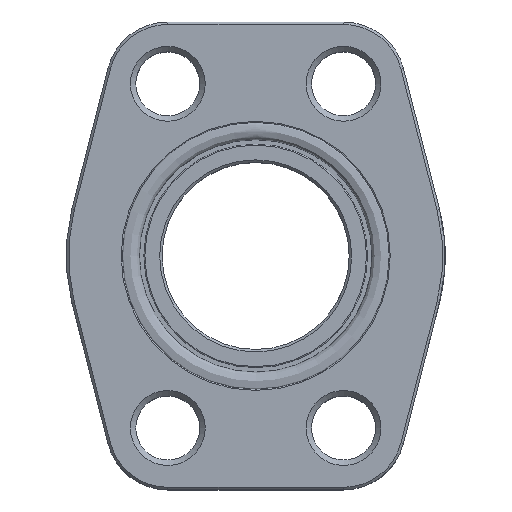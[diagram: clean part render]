
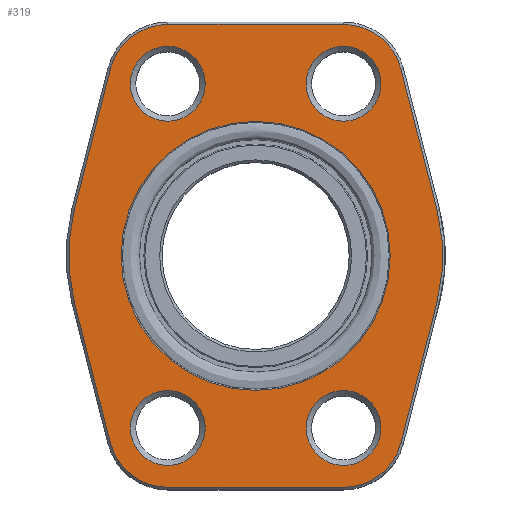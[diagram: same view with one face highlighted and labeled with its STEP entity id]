
A CAD part, top view. The second image highlights one B-rep face of the part: STEP entity #319.
In plain terms, the highlighted planar face has unit normal (0, 0, 1).
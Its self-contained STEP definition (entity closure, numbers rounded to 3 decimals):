
#210=LINE('',#1551,#270);
#211=LINE('',#1556,#271);
#212=LINE('',#1560,#272);
#213=LINE('',#1564,#273);
#214=LINE('',#1568,#274);
#215=LINE('',#1572,#275);
#270=VECTOR('',#1237,1.);
#271=VECTOR('',#1240,1.);
#272=VECTOR('',#1243,1.);
#273=VECTOR('',#1246,1.);
#274=VECTOR('',#1249,1.);
#275=VECTOR('',#1252,1.);
#319=ADVANCED_FACE('',(#397,#398,#399,#400,#401,#402),#377,.F.);
#377=PLANE('',#1076);
#397=FACE_BOUND('',#474,.T.);
#398=FACE_BOUND('',#475,.T.);
#399=FACE_BOUND('',#476,.T.);
#400=FACE_BOUND('',#477,.T.);
#401=FACE_BOUND('',#478,.T.);
#402=FACE_BOUND('',#479,.T.);
#474=EDGE_LOOP('',(#610));
#475=EDGE_LOOP('',(#611,#612,#613,#614,#615,#616,#617,#618,#619,#620,#621,
#622));
#476=EDGE_LOOP('',(#623));
#477=EDGE_LOOP('',(#624));
#478=EDGE_LOOP('',(#625));
#479=EDGE_LOOP('',(#626));
#610=ORIENTED_EDGE('',*,*,#908,.T.);
#611=ORIENTED_EDGE('',*,*,#909,.T.);
#612=ORIENTED_EDGE('',*,*,#910,.T.);
#613=ORIENTED_EDGE('',*,*,#911,.T.);
#614=ORIENTED_EDGE('',*,*,#912,.T.);
#615=ORIENTED_EDGE('',*,*,#913,.T.);
#616=ORIENTED_EDGE('',*,*,#914,.T.);
#617=ORIENTED_EDGE('',*,*,#915,.T.);
#618=ORIENTED_EDGE('',*,*,#916,.T.);
#619=ORIENTED_EDGE('',*,*,#917,.T.);
#620=ORIENTED_EDGE('',*,*,#918,.T.);
#621=ORIENTED_EDGE('',*,*,#919,.T.);
#622=ORIENTED_EDGE('',*,*,#920,.T.);
#623=ORIENTED_EDGE('',*,*,#921,.T.);
#624=ORIENTED_EDGE('',*,*,#922,.T.);
#625=ORIENTED_EDGE('',*,*,#923,.T.);
#626=ORIENTED_EDGE('',*,*,#924,.T.);
#816=VERTEX_POINT('',#1550);
#817=VERTEX_POINT('',#1552);
#818=VERTEX_POINT('',#1553);
#819=VERTEX_POINT('',#1555);
#820=VERTEX_POINT('',#1557);
#821=VERTEX_POINT('',#1559);
#822=VERTEX_POINT('',#1561);
#823=VERTEX_POINT('',#1563);
#824=VERTEX_POINT('',#1565);
#825=VERTEX_POINT('',#1567);
#826=VERTEX_POINT('',#1569);
#827=VERTEX_POINT('',#1571);
#828=VERTEX_POINT('',#1573);
#829=VERTEX_POINT('',#1576);
#830=VERTEX_POINT('',#1578);
#831=VERTEX_POINT('',#1580);
#832=VERTEX_POINT('',#1582);
#908=EDGE_CURVE('',#816,#816,#998,.T.);
#909=EDGE_CURVE('',#817,#818,#210,.T.);
#910=EDGE_CURVE('',#818,#819,#999,.T.);
#911=EDGE_CURVE('',#819,#820,#211,.T.);
#912=EDGE_CURVE('',#820,#821,#1000,.T.);
#913=EDGE_CURVE('',#821,#822,#212,.T.);
#914=EDGE_CURVE('',#822,#823,#1001,.T.);
#915=EDGE_CURVE('',#823,#824,#213,.T.);
#916=EDGE_CURVE('',#824,#825,#1002,.T.);
#917=EDGE_CURVE('',#825,#826,#214,.T.);
#918=EDGE_CURVE('',#826,#827,#1003,.T.);
#919=EDGE_CURVE('',#827,#828,#215,.T.);
#920=EDGE_CURVE('',#828,#817,#1004,.T.);
#921=EDGE_CURVE('',#829,#829,#1005,.T.);
#922=EDGE_CURVE('',#830,#830,#1006,.T.);
#923=EDGE_CURVE('',#831,#831,#1007,.T.);
#924=EDGE_CURVE('',#832,#832,#1008,.T.);
#998=CIRCLE('',#1065,27.323);
#999=CIRCLE('',#1066,38.);
#1000=CIRCLE('',#1067,12.05);
#1001=CIRCLE('',#1068,12.05);
#1002=CIRCLE('',#1069,38.);
#1003=CIRCLE('',#1070,12.05);
#1004=CIRCLE('',#1071,12.05);
#1005=CIRCLE('',#1072,7.6);
#1006=CIRCLE('',#1073,7.6);
#1007=CIRCLE('',#1074,7.6);
#1008=CIRCLE('',#1075,7.6);
#1065=AXIS2_PLACEMENT_3D('',#1549,#1235,#1236);
#1066=AXIS2_PLACEMENT_3D('',#1554,#1238,#1239);
#1067=AXIS2_PLACEMENT_3D('',#1558,#1241,#1242);
#1068=AXIS2_PLACEMENT_3D('',#1562,#1244,#1245);
#1069=AXIS2_PLACEMENT_3D('',#1566,#1247,#1248);
#1070=AXIS2_PLACEMENT_3D('',#1570,#1250,#1251);
#1071=AXIS2_PLACEMENT_3D('',#1574,#1253,#1254);
#1072=AXIS2_PLACEMENT_3D('',#1575,#1255,#1256);
#1073=AXIS2_PLACEMENT_3D('',#1577,#1257,#1258);
#1074=AXIS2_PLACEMENT_3D('',#1579,#1259,#1260);
#1075=AXIS2_PLACEMENT_3D('',#1581,#1261,#1262);
#1076=AXIS2_PLACEMENT_3D('',#1583,#1263,#1264);
#1235=DIRECTION('',(0.,0.,-1.));
#1236=DIRECTION('',(-1.,0.,0.));
#1237=DIRECTION('',(-0.248,-0.969,0.));
#1238=DIRECTION('',(0.,0.,1.));
#1239=DIRECTION('',(-1.,0.,0.));
#1240=DIRECTION('',(0.248,-0.969,0.));
#1241=DIRECTION('',(0.,0.,1.));
#1242=DIRECTION('',(-1.,0.,0.));
#1243=DIRECTION('',(1.,0.,0.));
#1244=DIRECTION('',(0.,0.,1.));
#1245=DIRECTION('',(-1.,0.,0.));
#1246=DIRECTION('',(0.248,0.969,0.));
#1247=DIRECTION('',(0.,0.,1.));
#1248=DIRECTION('',(-1.,0.,0.));
#1249=DIRECTION('',(-0.248,0.969,0.));
#1250=DIRECTION('',(0.,0.,1.));
#1251=DIRECTION('',(-1.,0.,0.));
#1252=DIRECTION('',(-1.,0.,0.));
#1253=DIRECTION('',(0.,0.,1.));
#1254=DIRECTION('',(-1.,0.,0.));
#1255=DIRECTION('',(0.,0.,-1.));
#1256=DIRECTION('',(-1.,0.,0.));
#1257=DIRECTION('',(0.,0.,-1.));
#1258=DIRECTION('',(-1.,0.,0.));
#1259=DIRECTION('',(0.,0.,-1.));
#1260=DIRECTION('',(-1.,0.,0.));
#1261=DIRECTION('',(0.,0.,-1.));
#1262=DIRECTION('',(-1.,0.,0.));
#1263=DIRECTION('',(0.,0.,-1.));
#1264=DIRECTION('',(-1.,0.,0.));
#1549=CARTESIAN_POINT('',(0.,0.,24.));
#1550=CARTESIAN_POINT('',(-27.323,0.,24.));
#1551=CARTESIAN_POINT('',(-36.816,9.412,24.));
#1552=CARTESIAN_POINT('',(-29.525,37.934,24.));
#1553=CARTESIAN_POINT('',(-36.816,9.412,24.));
#1554=CARTESIAN_POINT('',(0.,0.,24.));
#1555=CARTESIAN_POINT('',(-36.816,-9.412,24.));
#1556=CARTESIAN_POINT('',(-29.525,-37.934,24.));
#1557=CARTESIAN_POINT('',(-29.525,-37.934,24.));
#1558=CARTESIAN_POINT('',(-17.85,-34.95,24.));
#1559=CARTESIAN_POINT('',(-17.85,-47.,24.));
#1560=CARTESIAN_POINT('',(17.85,-47.,24.));
#1561=CARTESIAN_POINT('',(17.85,-47.,24.));
#1562=CARTESIAN_POINT('',(17.85,-34.95,24.));
#1563=CARTESIAN_POINT('',(29.525,-37.934,24.));
#1564=CARTESIAN_POINT('',(36.816,-9.412,24.));
#1565=CARTESIAN_POINT('',(36.816,-9.412,24.));
#1566=CARTESIAN_POINT('',(0.,0.,24.));
#1567=CARTESIAN_POINT('',(36.816,9.412,24.));
#1568=CARTESIAN_POINT('',(29.525,37.934,24.));
#1569=CARTESIAN_POINT('',(29.525,37.934,24.));
#1570=CARTESIAN_POINT('',(17.85,34.95,24.));
#1571=CARTESIAN_POINT('',(17.85,47.,24.));
#1572=CARTESIAN_POINT('',(-17.85,47.,24.));
#1573=CARTESIAN_POINT('',(-17.85,47.,24.));
#1574=CARTESIAN_POINT('',(-17.85,34.95,24.));
#1575=CARTESIAN_POINT('',(-17.85,-34.95,24.));
#1576=CARTESIAN_POINT('',(-25.45,-34.95,24.));
#1577=CARTESIAN_POINT('',(17.85,-34.95,24.));
#1578=CARTESIAN_POINT('',(10.25,-34.95,24.));
#1579=CARTESIAN_POINT('',(17.85,34.95,24.));
#1580=CARTESIAN_POINT('',(10.25,34.95,24.));
#1581=CARTESIAN_POINT('',(-17.85,34.95,24.));
#1582=CARTESIAN_POINT('',(-25.45,34.95,24.));
#1583=CARTESIAN_POINT('',(-17.85,-34.95,24.));
